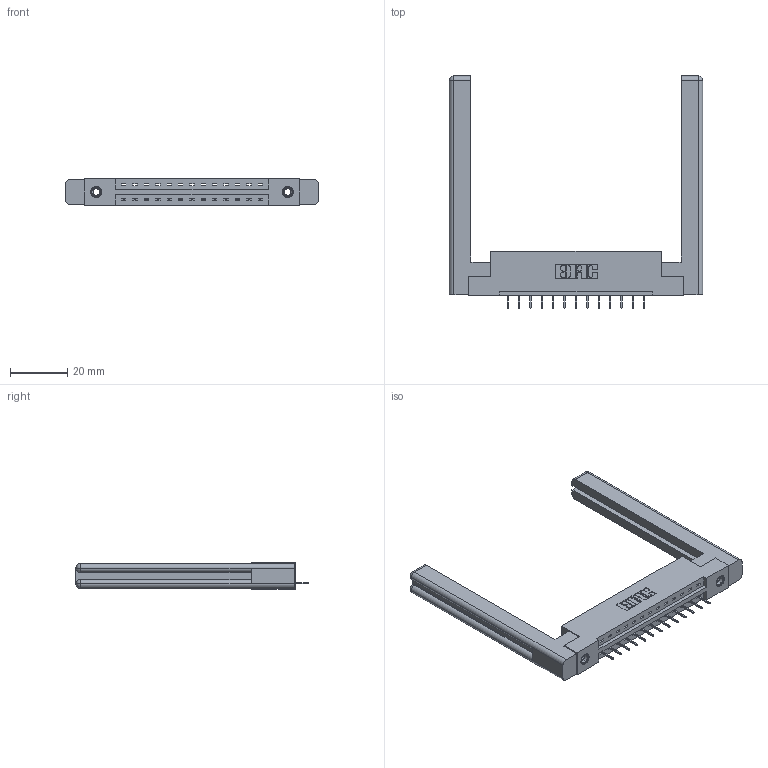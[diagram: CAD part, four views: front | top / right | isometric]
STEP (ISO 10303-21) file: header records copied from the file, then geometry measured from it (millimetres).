
FILE_DESCRIPTION (( 'STEP AP203' ), '1' );
FILE_NAME ('387-013-524-158.STEP', '2019-10-02T14:13:39', ( '' ), ( '' ), 'SwSTEP 2.0', 'SolidWorks 2016', '' );
FILE_SCHEMA (( 'CONFIG_CONTROL_DESIGN' ));
Length unit declared in the file: inch
Products named in the file (5): 345-292-001_345-293-124; 337 Part_Flush Mounting Lugs - 0.156 Dia-TI; 307-220-058; 387-013-524-158; 345-250-001_345-250-001-102
Assembly tree (18 placements, depth 2):
  387-013-524-158
    337 Part_Flush Mounting Lugs - 0.156 Dia-TI
    345-292-001_345-293-124  x13
    345-250-001_345-250-001-102  x2
    307-220-058  x2
Bounding box: 88.14 x 80.78 x 9.4 mm (x, y, z)
Volume: 15908.4 mm3; surface area: 13909.4 mm2
Topology: 18 solids, 18 shells, 1114 faces, 3161 edges, 2042 vertices
Faces by surface type: plane 830, cylinder 260, cone 12, torus 12
Entity records: 16122 total; most frequent: CARTESIAN_POINT 2804, ORIENTED_EDGE 2692, DIRECTION 2440, EDGE_CURVE 1346, LINE 1174, VECTOR 1174, VERTEX_POINT 886, AXIS2_PLACEMENT_3D 633
